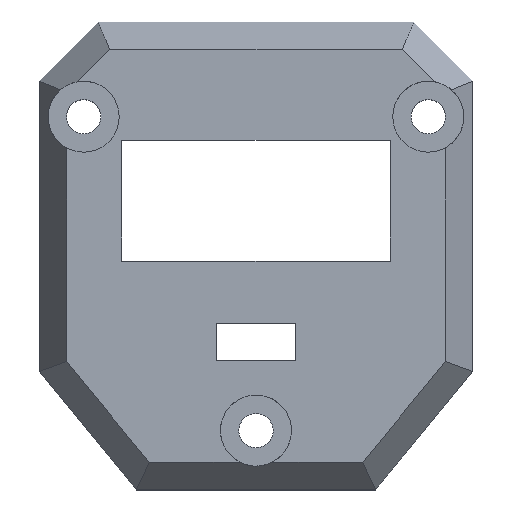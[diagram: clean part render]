
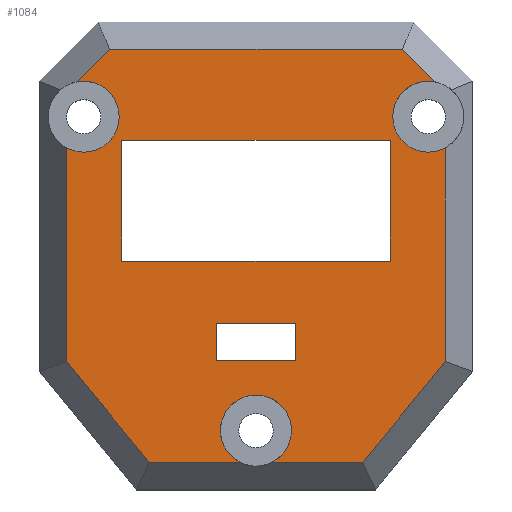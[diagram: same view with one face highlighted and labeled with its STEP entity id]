
A CAD part, top view. The second image highlights one B-rep face of the part: STEP entity #1084.
In plain terms, the highlighted planar face has unit normal (0, 0, 1).
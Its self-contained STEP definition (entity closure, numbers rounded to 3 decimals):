
#35=FACE_BOUND('',#157,.T.);
#36=FACE_BOUND('',#158,.T.);
#46=CIRCLE('',#1136,3.);
#50=CIRCLE('',#1143,3.);
#51=CIRCLE('',#1146,3.);
#57=CIRCLE('',#1159,3.);
#58=CIRCLE('',#1161,3.);
#95=FACE_OUTER_BOUND('',#156,.T.);
#156=EDGE_LOOP('',(#882,#883,#884,#885,#886,#887,#888,#889,#890,#891,#892,
#893,#894,#895));
#157=EDGE_LOOP('',(#896,#897,#898,#899));
#158=EDGE_LOOP('',(#900,#901,#902,#903));
#247=LINE('',#1680,#376);
#252=LINE('',#1691,#381);
#258=LINE('',#1700,#387);
#275=LINE('',#1735,#404);
#276=LINE('',#1737,#405);
#277=LINE('',#1739,#406);
#278=LINE('',#1740,#407);
#279=LINE('',#1742,#408);
#280=LINE('',#1744,#409);
#281=LINE('',#1745,#410);
#282=LINE('',#1747,#411);
#283=LINE('',#1748,#412);
#284=LINE('',#1749,#413);
#285=LINE('',#1752,#414);
#286=LINE('',#1754,#415);
#287=LINE('',#1756,#416);
#288=LINE('',#1757,#417);
#376=VECTOR('',#1367,1000.);
#381=VECTOR('',#1374,1000.);
#387=VECTOR('',#1386,1000.);
#404=VECTOR('',#1421,1000.);
#405=VECTOR('',#1422,1000.);
#406=VECTOR('',#1423,1000.);
#407=VECTOR('',#1424,1000.);
#408=VECTOR('',#1425,1000.);
#409=VECTOR('',#1426,1000.);
#410=VECTOR('',#1427,1000.);
#411=VECTOR('',#1428,1000.);
#412=VECTOR('',#1429,1000.);
#413=VECTOR('',#1430,1000.);
#414=VECTOR('',#1431,1000.);
#415=VECTOR('',#1432,1000.);
#416=VECTOR('',#1433,1000.);
#417=VECTOR('',#1434,1000.);
#485=VERTEX_POINT('',#1609);
#486=VERTEX_POINT('',#1611);
#489=VERTEX_POINT('',#1621);
#490=VERTEX_POINT('',#1623);
#492=VERTEX_POINT('',#1627);
#497=VERTEX_POINT('',#1649);
#498=VERTEX_POINT('',#1651);
#499=VERTEX_POINT('',#1653);
#507=VERTEX_POINT('',#1677);
#508=VERTEX_POINT('',#1679);
#512=VERTEX_POINT('',#1688);
#513=VERTEX_POINT('',#1690);
#522=VERTEX_POINT('',#1734);
#523=VERTEX_POINT('',#1736);
#524=VERTEX_POINT('',#1738);
#525=VERTEX_POINT('',#1741);
#526=VERTEX_POINT('',#1743);
#527=VERTEX_POINT('',#1746);
#528=VERTEX_POINT('',#1750);
#529=VERTEX_POINT('',#1751);
#530=VERTEX_POINT('',#1753);
#531=VERTEX_POINT('',#1755);
#597=EDGE_CURVE('',#485,#486,#46,.T.);
#604=EDGE_CURVE('',#489,#490,#50,.T.);
#607=EDGE_CURVE('',#492,#489,#51,.T.);
#617=EDGE_CURVE('',#497,#498,#57,.T.);
#619=EDGE_CURVE('',#499,#497,#58,.T.);
#631=EDGE_CURVE('',#507,#508,#247,.T.);
#636=EDGE_CURVE('',#512,#513,#252,.T.);
#642=EDGE_CURVE('',#513,#507,#258,.T.);
#659=EDGE_CURVE('',#522,#486,#275,.T.);
#660=EDGE_CURVE('',#485,#523,#276,.T.);
#661=EDGE_CURVE('',#523,#524,#277,.T.);
#662=EDGE_CURVE('',#524,#498,#278,.T.);
#663=EDGE_CURVE('',#499,#525,#279,.T.);
#664=EDGE_CURVE('',#525,#526,#280,.T.);
#665=EDGE_CURVE('',#526,#490,#281,.T.);
#666=EDGE_CURVE('',#492,#527,#282,.T.);
#667=EDGE_CURVE('',#527,#522,#283,.T.);
#668=EDGE_CURVE('',#508,#512,#284,.T.);
#669=EDGE_CURVE('',#528,#529,#285,.T.);
#670=EDGE_CURVE('',#529,#530,#286,.T.);
#671=EDGE_CURVE('',#531,#530,#287,.T.);
#672=EDGE_CURVE('',#528,#531,#288,.T.);
#882=ORIENTED_EDGE('',*,*,#659,.T.);
#883=ORIENTED_EDGE('',*,*,#597,.F.);
#884=ORIENTED_EDGE('',*,*,#660,.T.);
#885=ORIENTED_EDGE('',*,*,#661,.T.);
#886=ORIENTED_EDGE('',*,*,#662,.T.);
#887=ORIENTED_EDGE('',*,*,#617,.F.);
#888=ORIENTED_EDGE('',*,*,#619,.F.);
#889=ORIENTED_EDGE('',*,*,#663,.T.);
#890=ORIENTED_EDGE('',*,*,#664,.T.);
#891=ORIENTED_EDGE('',*,*,#665,.T.);
#892=ORIENTED_EDGE('',*,*,#604,.F.);
#893=ORIENTED_EDGE('',*,*,#607,.F.);
#894=ORIENTED_EDGE('',*,*,#666,.T.);
#895=ORIENTED_EDGE('',*,*,#667,.T.);
#896=ORIENTED_EDGE('',*,*,#668,.F.);
#897=ORIENTED_EDGE('',*,*,#631,.F.);
#898=ORIENTED_EDGE('',*,*,#642,.F.);
#899=ORIENTED_EDGE('',*,*,#636,.F.);
#900=ORIENTED_EDGE('',*,*,#669,.T.);
#901=ORIENTED_EDGE('',*,*,#670,.T.);
#902=ORIENTED_EDGE('',*,*,#671,.F.);
#903=ORIENTED_EDGE('',*,*,#672,.F.);
#1030=PLANE('',#1178);
#1084=ADVANCED_FACE('',(#95,#35,#36),#1030,.F.);
#1136=AXIS2_PLACEMENT_3D('',#1612,#1291,#1292);
#1143=AXIS2_PLACEMENT_3D('',#1624,#1306,#1307);
#1146=AXIS2_PLACEMENT_3D('',#1629,#1312,#1313);
#1159=AXIS2_PLACEMENT_3D('',#1652,#1342,#1343);
#1161=AXIS2_PLACEMENT_3D('',#1655,#1346,#1347);
#1178=AXIS2_PLACEMENT_3D('',#1733,#1419,#1420);
#1291=DIRECTION('center_axis',(0.,0.,1.));
#1292=DIRECTION('ref_axis',(1.,0.,0.));
#1306=DIRECTION('center_axis',(0.,0.,1.));
#1307=DIRECTION('ref_axis',(1.,0.,0.));
#1312=DIRECTION('center_axis',(0.,0.,1.));
#1313=DIRECTION('ref_axis',(1.,0.,0.));
#1342=DIRECTION('center_axis',(0.,0.,1.));
#1343=DIRECTION('ref_axis',(1.,0.,0.));
#1346=DIRECTION('center_axis',(0.,0.,1.));
#1347=DIRECTION('ref_axis',(1.,0.,0.));
#1367=DIRECTION('',(0.,-1.,0.));
#1374=DIRECTION('',(0.,1.,0.));
#1386=DIRECTION('',(-1.,0.,0.));
#1419=DIRECTION('center_axis',(0.,0.,-1.));
#1420=DIRECTION('ref_axis',(-1.,0.,0.));
#1421=DIRECTION('',(-0.707,-0.707,0.));
#1422=DIRECTION('',(0.,-1.,0.));
#1423=DIRECTION('',(0.634,-0.773,0.));
#1424=DIRECTION('',(1.,0.,0.));
#1425=DIRECTION('',(1.,0.,0.));
#1426=DIRECTION('',(0.634,0.773,0.));
#1427=DIRECTION('',(0.,1.,0.));
#1428=DIRECTION('',(-0.707,0.707,0.));
#1429=DIRECTION('',(-1.,0.,0.));
#1430=DIRECTION('',(1.,0.,0.));
#1431=DIRECTION('',(0.,1.,0.));
#1432=DIRECTION('',(1.,0.,0.));
#1433=DIRECTION('',(0.,1.,0.));
#1434=DIRECTION('',(1.,0.,0.));
#1609=CARTESIAN_POINT('',(-27.976,7.795,10.));
#1611=CARTESIAN_POINT('',(-27.067,13.379,10.));
#1612=CARTESIAN_POINT('Origin',(-26.536,10.426,10.));
#1621=CARTESIAN_POINT('',(-0.436,10.426,10.));
#1623=CARTESIAN_POINT('',(4.005,7.795,10.));
#1624=CARTESIAN_POINT('Origin',(2.564,10.426,10.));
#1627=CARTESIAN_POINT('',(3.096,13.379,10.));
#1629=CARTESIAN_POINT('Origin',(2.564,10.426,10.));
#1649=CARTESIAN_POINT('',(-14.986,-16.074,10.));
#1651=CARTESIAN_POINT('',(-13.313,-18.765,10.));
#1652=CARTESIAN_POINT('Origin',(-11.986,-16.074,10.));
#1653=CARTESIAN_POINT('',(-10.659,-18.765,10.));
#1655=CARTESIAN_POINT('Origin',(-11.986,-16.074,10.));
#1677=CARTESIAN_POINT('',(-23.336,8.426,10.));
#1679=CARTESIAN_POINT('',(-23.336,-1.774,10.));
#1680=CARTESIAN_POINT('',(-23.336,8.426,10.));
#1688=CARTESIAN_POINT('',(-0.636,-1.774,10.));
#1690=CARTESIAN_POINT('',(-0.636,8.426,10.));
#1691=CARTESIAN_POINT('',(-0.636,8.426,10.));
#1700=CARTESIAN_POINT('',(-23.336,8.426,10.));
#1733=CARTESIAN_POINT('Origin',(0.,0.,10.));
#1734=CARTESIAN_POINT('',(-24.329,16.117,10.));
#1735=CARTESIAN_POINT('',(-20.223,20.223,10.));
#1736=CARTESIAN_POINT('',(-27.976,-10.248,10.));
#1737=CARTESIAN_POINT('',(-27.976,0.,10.));
#1738=CARTESIAN_POINT('',(-20.993,-18.765,10.));
#1739=CARTESIAN_POINT('',(-21.753,-17.838,10.));
#1740=CARTESIAN_POINT('',(0.,-18.765,10.));
#1741=CARTESIAN_POINT('',(-2.979,-18.765,10.));
#1742=CARTESIAN_POINT('',(0.,-18.765,10.));
#1743=CARTESIAN_POINT('',(4.005,-10.248,10.));
#1744=CARTESIAN_POINT('',(7.419,-6.084,10.));
#1745=CARTESIAN_POINT('',(4.005,0.,10.));
#1746=CARTESIAN_POINT('',(0.358,16.117,10.));
#1747=CARTESIAN_POINT('',(8.237,8.237,10.));
#1748=CARTESIAN_POINT('',(0.,16.117,10.));
#1749=CARTESIAN_POINT('',(-23.336,-1.774,10.));
#1750=CARTESIAN_POINT('',(-15.336,-10.174,10.));
#1751=CARTESIAN_POINT('',(-15.336,-7.074,10.));
#1752=CARTESIAN_POINT('',(-15.336,0.,10.));
#1753=CARTESIAN_POINT('',(-8.636,-7.074,10.));
#1754=CARTESIAN_POINT('',(0.,-7.074,10.));
#1755=CARTESIAN_POINT('',(-8.636,-10.174,10.));
#1756=CARTESIAN_POINT('',(-8.636,0.,10.));
#1757=CARTESIAN_POINT('',(0.,-10.174,10.));
